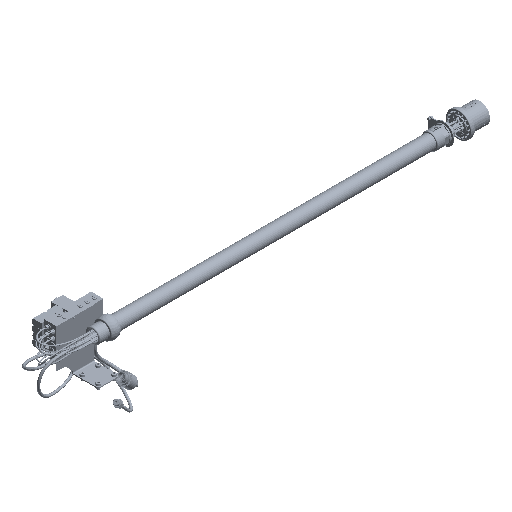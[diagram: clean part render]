
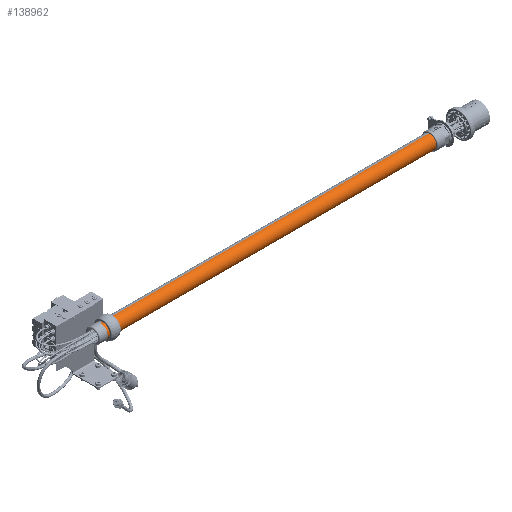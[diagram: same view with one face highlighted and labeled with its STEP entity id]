
A CAD part, isometric view. The second image highlights one B-rep face of the part: STEP entity #138962.
In plain terms, the highlighted cylindrical face has radius 21.5 mm (diameter 43 mm), a partial arc.
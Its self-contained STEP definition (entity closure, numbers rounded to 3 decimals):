
#11360 = DIRECTION ( 'NONE',  ( 1., 0., 0. ) ) ;
#14210 = CARTESIAN_POINT ( 'NONE',  ( 1195., 0., 1485. ) ) ;
#14734 = ORIENTED_EDGE ( 'NONE', *, *, #74001, .F. ) ;
#23310 = EDGE_CURVE ( 'NONE', #204828, #106537, #219543, .T. ) ;
#26985 = EDGE_CURVE ( 'NONE', #95274, #106537, #28334, .T. ) ;
#28334 = LINE ( 'NONE', #133480, #140986 ) ;
#29105 = CARTESIAN_POINT ( 'NONE',  ( 1195., 2.27, 1506.38 ) ) ;
#30074 = DIRECTION ( 'NONE',  ( 0., -0.994, 0.106 ) ) ;
#32120 = AXIS2_PLACEMENT_3D ( 'NONE', #192743, #109168, #211975 ) ;
#34947 = DIRECTION ( 'NONE',  ( 1., 0., 0. ) ) ;
#46909 = EDGE_LOOP ( 'NONE', ( #172680, #65044, #147337, #14734 ) ) ;
#58377 = VERTEX_POINT ( 'NONE', #128360 ) ;
#59279 = CARTESIAN_POINT ( 'NONE',  ( 1195., -2.27, 1463.62 ) ) ;
#65044 = ORIENTED_EDGE ( 'NONE', *, *, #26985, .T. ) ;
#74001 = EDGE_CURVE ( 'NONE', #58377, #204828, #85851, .T. ) ;
#80262 = CARTESIAN_POINT ( 'NONE',  ( 95., -2.27, 1463.62 ) ) ;
#85851 = LINE ( 'NONE', #173925, #170849 ) ;
#88968 = DIRECTION ( 'NONE',  ( 1., 0., 0. ) ) ;
#95274 = VERTEX_POINT ( 'NONE', #80262 ) ;
#106537 = VERTEX_POINT ( 'NONE', #59279 ) ;
#109168 = DIRECTION ( 'NONE',  ( 1., 0., 0. ) ) ;
#128360 = CARTESIAN_POINT ( 'NONE',  ( 95., 2.27, 1506.38 ) ) ;
#133480 = CARTESIAN_POINT ( 'NONE',  ( 95., -2.27, 1463.62 ) ) ;
#134102 = DIRECTION ( 'NONE',  ( 1., 0., 0. ) ) ;
#137334 = AXIS2_PLACEMENT_3D ( 'NONE', #160144, #88968, #208759 ) ;
#138962 = ADVANCED_FACE ( 'NONE', ( #143072 ), #175806, .T. ) ;
#140986 = VECTOR ( 'NONE', #11360, 1000. ) ;
#142856 = EDGE_CURVE ( 'NONE', #58377, #95274, #169702, .T. ) ;
#143072 = FACE_OUTER_BOUND ( 'NONE', #46909, .T. ) ;
#147337 = ORIENTED_EDGE ( 'NONE', *, *, #23310, .F. ) ;
#160144 = CARTESIAN_POINT ( 'NONE',  ( 95., 0., 1485. ) ) ;
#169702 = CIRCLE ( 'NONE', #137334, 21.5 ) ;
#170849 = VECTOR ( 'NONE', #34947, 1000. ) ;
#172680 = ORIENTED_EDGE ( 'NONE', *, *, #142856, .T. ) ;
#173925 = CARTESIAN_POINT ( 'NONE',  ( 95., 2.27, 1506.38 ) ) ;
#175806 = CYLINDRICAL_SURFACE ( 'NONE', #32120, 21.5 ) ;
#192743 = CARTESIAN_POINT ( 'NONE',  ( 95., 0., 1485. ) ) ;
#201487 = AXIS2_PLACEMENT_3D ( 'NONE', #14210, #134102, #30074 ) ;
#204828 = VERTEX_POINT ( 'NONE', #29105 ) ;
#208759 = DIRECTION ( 'NONE',  ( 0., -0.994, 0.106 ) ) ;
#211975 = DIRECTION ( 'NONE',  ( 0., 0.106, 0.994 ) ) ;
#219543 = CIRCLE ( 'NONE', #201487, 21.5 ) ;
